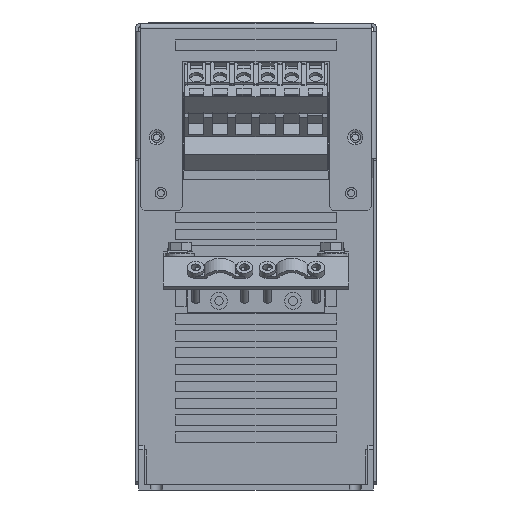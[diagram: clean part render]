
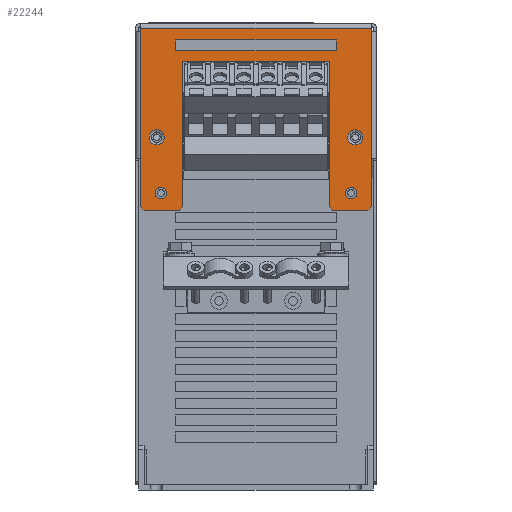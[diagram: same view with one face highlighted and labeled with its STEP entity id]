
A CAD part, front view. The second image highlights one B-rep face of the part: STEP entity #22244.
In plain terms, the highlighted planar face has unit normal (0, -1, 0).
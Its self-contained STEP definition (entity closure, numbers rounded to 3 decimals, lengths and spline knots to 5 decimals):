
#1731=DIRECTION('',(0.,0.,-1.));
#1732=VECTOR('',#1731,0.0845);
#1733=CARTESIAN_POINT('',(-0.0545,-0.1225,0.216));
#1734=LINE('',#1733,#1732);
#1871=DIRECTION('',(-0.707,0.,-0.707));
#1872=VECTOR('',#1871,0.00212);
#1873=CARTESIAN_POINT('',(0.0545,-0.1225,0.1315));
#1874=LINE('',#1873,#1872);
#1875=DIRECTION('',(-0.707,0.,0.707));
#1876=VECTOR('',#1875,0.00212);
#1877=CARTESIAN_POINT('',(0.03625,-0.1225,0.13));
#1878=LINE('',#1877,#1876);
#1879=DIRECTION('',(-0.707,0.,-0.707));
#1880=VECTOR('',#1879,0.00212);
#1881=CARTESIAN_POINT('',(-0.03475,-0.1225,0.1315));
#1882=LINE('',#1881,#1880);
#1883=DIRECTION('',(-0.707,0.,0.707));
#1884=VECTOR('',#1883,0.00212);
#1885=CARTESIAN_POINT('',(-0.053,-0.1225,0.13));
#1886=LINE('',#1885,#1884);
#1887=CARTESIAN_POINT('',(0.047,-0.1225,0.1644));
#1888=DIRECTION('',(0.,-1.,0.));
#1889=DIRECTION('',(0.,0.,-1.));
#1890=AXIS2_PLACEMENT_3D('',#1887,#1888,#1889);
#1892=CARTESIAN_POINT('',(0.047,-0.1225,0.1644));
#1893=DIRECTION('',(0.,-1.,0.));
#1894=DIRECTION('',(0.,0.,1.));
#1895=AXIS2_PLACEMENT_3D('',#1892,#1893,#1894);
#1897=CARTESIAN_POINT('',(-0.047,-0.1225,0.1644));
#1898=DIRECTION('',(0.,-1.,0.));
#1899=DIRECTION('',(0.,0.,-1.));
#1900=AXIS2_PLACEMENT_3D('',#1897,#1898,#1899);
#1902=CARTESIAN_POINT('',(-0.047,-0.1225,0.1644));
#1903=DIRECTION('',(0.,-1.,0.));
#1904=DIRECTION('',(0.,0.,1.));
#1905=AXIS2_PLACEMENT_3D('',#1902,#1903,#1904);
#1907=CARTESIAN_POINT('',(-0.045,-0.1225,0.138));
#1908=DIRECTION('',(0.,-1.,0.));
#1909=DIRECTION('',(0.,0.,1.));
#1910=AXIS2_PLACEMENT_3D('',#1907,#1908,#1909);
#1912=CARTESIAN_POINT('',(-0.045,-0.1225,0.138));
#1913=DIRECTION('',(0.,-1.,0.));
#1914=DIRECTION('',(0.,0.,-1.));
#1915=AXIS2_PLACEMENT_3D('',#1912,#1913,#1914);
#1917=CARTESIAN_POINT('',(0.045,-0.1225,0.138));
#1918=DIRECTION('',(0.,-1.,0.));
#1919=DIRECTION('',(0.,0.,1.));
#1920=AXIS2_PLACEMENT_3D('',#1917,#1918,#1919);
#1922=CARTESIAN_POINT('',(0.045,-0.1225,0.138));
#1923=DIRECTION('',(0.,-1.,0.));
#1924=DIRECTION('',(0.,0.,-1.));
#1925=AXIS2_PLACEMENT_3D('',#1922,#1923,#1924);
#1939=DIRECTION('',(1.,0.,0.));
#1940=VECTOR('',#1939,0.01675);
#1941=CARTESIAN_POINT('',(0.03625,-0.1225,0.13));
#1942=LINE('',#1941,#1940);
#1964=DIRECTION('',(0.,0.,-1.));
#1965=VECTOR('',#1964,0.069);
#1966=CARTESIAN_POINT('',(0.03475,-0.1225,0.2005));
#1967=LINE('',#1966,#1965);
#2344=DIRECTION('',(0.,0.,1.));
#2345=VECTOR('',#2344,0.069);
#2346=CARTESIAN_POINT('',(-0.03475,-0.1225,0.1315));
#2347=LINE('',#2346,#2345);
#2369=DIRECTION('',(1.,0.,0.));
#2370=VECTOR('',#2369,0.01675);
#2371=CARTESIAN_POINT('',(-0.053,-0.1225,0.13));
#2372=LINE('',#2371,#2370);
#2385=DIRECTION('',(1.,0.,0.));
#2386=VECTOR('',#2385,0.0695);
#2387=CARTESIAN_POINT('',(-0.03475,-0.1225,0.2005));
#2388=LINE('',#2387,#2386);
#2826=DIRECTION('',(0.,0.,1.));
#2827=VECTOR('',#2826,0.0845);
#2828=CARTESIAN_POINT('',(0.0545,-0.1225,0.1315));
#2829=LINE('',#2828,#2827);
#2844=DIRECTION('',(-1.,0.,0.));
#2845=VECTOR('',#2844,0.109);
#2846=CARTESIAN_POINT('',(0.0545,-0.1225,0.216));
#2847=LINE('',#2846,#2845);
#5610=DIRECTION('',(0.,0.,1.));
#5611=VECTOR('',#5610,0.005);
#5612=CARTESIAN_POINT('',(-0.0381,-0.1225,0.2055));
#5613=LINE('',#5612,#5611);
#5626=DIRECTION('',(-1.,0.,0.));
#5627=VECTOR('',#5626,0.0762);
#5628=CARTESIAN_POINT('',(0.0381,-0.1225,0.2055));
#5629=LINE('',#5628,#5627);
#5638=DIRECTION('',(0.,0.,-1.));
#5639=VECTOR('',#5638,0.005);
#5640=CARTESIAN_POINT('',(0.0381,-0.1225,0.2105));
#5641=LINE('',#5640,#5639);
#5646=DIRECTION('',(1.,0.,0.));
#5647=VECTOR('',#5646,0.0762);
#5648=CARTESIAN_POINT('',(-0.0381,-0.1225,0.2105));
#5649=LINE('',#5648,#5647);
#12639=CARTESIAN_POINT('',(0.047,-0.1225,0.168));
#12640=VERTEX_POINT('',#12639);
#12641=CARTESIAN_POINT('',(0.047,-0.1225,0.1608));
#12642=VERTEX_POINT('',#12641);
#12643=CARTESIAN_POINT('',(0.0545,-0.1225,0.1315));
#12644=CARTESIAN_POINT('',(0.053,-0.1225,0.13));
#12645=VERTEX_POINT('',#12643);
#12646=VERTEX_POINT('',#12644);
#12647=CARTESIAN_POINT('',(0.03625,-0.1225,0.13));
#12648=VERTEX_POINT('',#12647);
#12649=CARTESIAN_POINT('',(0.03475,-0.1225,0.1315));
#12650=VERTEX_POINT('',#12649);
#12651=CARTESIAN_POINT('',(0.03475,-0.1225,0.2005));
#12652=VERTEX_POINT('',#12651);
#12653=CARTESIAN_POINT('',(-0.03475,-0.1225,0.2005));
#12654=VERTEX_POINT('',#12653);
#12655=CARTESIAN_POINT('',(-0.03475,-0.1225,0.1315));
#12656=VERTEX_POINT('',#12655);
#12657=CARTESIAN_POINT('',(-0.03625,-0.1225,0.13));
#12658=VERTEX_POINT('',#12657);
#12659=CARTESIAN_POINT('',(-0.053,-0.1225,0.13));
#12660=VERTEX_POINT('',#12659);
#12661=CARTESIAN_POINT('',(-0.0545,-0.1225,0.1315));
#12662=VERTEX_POINT('',#12661);
#12663=CARTESIAN_POINT('',(-0.0545,-0.1225,0.216));
#12664=VERTEX_POINT('',#12663);
#12665=CARTESIAN_POINT('',(0.0545,-0.1225,0.216));
#12666=VERTEX_POINT('',#12665);
#12667=CARTESIAN_POINT('',(-0.0381,-0.1225,0.2105));
#12668=CARTESIAN_POINT('',(0.0381,-0.1225,0.2105));
#12669=VERTEX_POINT('',#12667);
#12670=VERTEX_POINT('',#12668);
#12671=CARTESIAN_POINT('',(-0.0381,-0.1225,0.2055));
#12672=VERTEX_POINT('',#12671);
#12673=CARTESIAN_POINT('',(0.0381,-0.1225,0.2055));
#12674=VERTEX_POINT('',#12673);
#12675=CARTESIAN_POINT('',(-0.047,-0.1225,0.1608));
#12676=CARTESIAN_POINT('',(-0.047,-0.1225,0.168));
#12677=VERTEX_POINT('',#12675);
#12678=VERTEX_POINT('',#12676);
#12679=CARTESIAN_POINT('',(-0.045,-0.1225,0.14075));
#12680=CARTESIAN_POINT('',(-0.045,-0.1225,0.13525));
#12681=VERTEX_POINT('',#12679);
#12682=VERTEX_POINT('',#12680);
#12683=CARTESIAN_POINT('',(0.045,-0.1225,0.14075));
#12684=CARTESIAN_POINT('',(0.045,-0.1225,0.13525));
#12685=VERTEX_POINT('',#12683);
#12686=VERTEX_POINT('',#12684);
#22182=CARTESIAN_POINT('',(0.,-0.1225,0.2185));
#22183=DIRECTION('',(0.,1.,0.));
#22184=DIRECTION('',(0.,0.,1.));
#22185=AXIS2_PLACEMENT_3D('',#22182,#22183,#22184);
#22186=PLANE('',#22185);
#22188=ORIENTED_EDGE('',*,*,#22187,.T.);
#22190=ORIENTED_EDGE('',*,*,#22189,.F.);
#22192=ORIENTED_EDGE('',*,*,#22191,.T.);
#22194=ORIENTED_EDGE('',*,*,#22193,.F.);
#22196=ORIENTED_EDGE('',*,*,#22195,.F.);
#22198=ORIENTED_EDGE('',*,*,#22197,.F.);
#22200=ORIENTED_EDGE('',*,*,#22199,.T.);
#22202=ORIENTED_EDGE('',*,*,#22201,.F.);
#22204=ORIENTED_EDGE('',*,*,#22203,.T.);
#22205=ORIENTED_EDGE('',*,*,#21855,.F.);
#22207=ORIENTED_EDGE('',*,*,#22206,.F.);
#22209=ORIENTED_EDGE('',*,*,#22208,.F.);
#22210=EDGE_LOOP('',(#22188,#22190,#22192,#22194,#22196,#22198,#22200,#22202,
#22204,#22205,#22207,#22209));
#22211=FACE_OUTER_BOUND('',#22210,.F.);
#22213=ORIENTED_EDGE('',*,*,#22212,.F.);
#22215=ORIENTED_EDGE('',*,*,#22214,.F.);
#22217=ORIENTED_EDGE('',*,*,#22216,.F.);
#22219=ORIENTED_EDGE('',*,*,#22218,.F.);
#22220=EDGE_LOOP('',(#22213,#22215,#22217,#22219));
#22221=FACE_BOUND('',#22220,.F.);
#22223=ORIENTED_EDGE('',*,*,#22222,.T.);
#22225=ORIENTED_EDGE('',*,*,#22224,.T.);
#22226=EDGE_LOOP('',(#22223,#22225));
#22227=FACE_BOUND('',#22226,.F.);
#22229=ORIENTED_EDGE('',*,*,#22228,.T.);
#22231=ORIENTED_EDGE('',*,*,#22230,.T.);
#22232=EDGE_LOOP('',(#22229,#22231));
#22233=FACE_BOUND('',#22232,.F.);
#22234=ORIENTED_EDGE('',*,*,#22138,.T.);
#22235=ORIENTED_EDGE('',*,*,#22164,.T.);
#22236=EDGE_LOOP('',(#22234,#22235));
#22237=FACE_BOUND('',#22236,.F.);
#22239=ORIENTED_EDGE('',*,*,#22238,.T.);
#22241=ORIENTED_EDGE('',*,*,#22240,.T.);
#22242=EDGE_LOOP('',(#22239,#22241));
#22243=FACE_BOUND('',#22242,.F.);
#22244=ADVANCED_FACE('',(#22211,#22221,#22227,#22233,#22237,#22243),#22186,.F.);
#1891=CIRCLE('',#1890,0.0036);
#1896=CIRCLE('',#1895,0.0036);
#1901=CIRCLE('',#1900,0.0036);
#1906=CIRCLE('',#1905,0.0036);
#1911=CIRCLE('',#1910,0.00275);
#1916=CIRCLE('',#1915,0.00275);
#1921=CIRCLE('',#1920,0.00275);
#1926=CIRCLE('',#1925,0.00275);
#21855=EDGE_CURVE('',#12664,#12662,#1734,.T.);
#22138=EDGE_CURVE('',#12681,#12682,#1911,.T.);
#22164=EDGE_CURVE('',#12682,#12681,#1916,.T.);
#22187=EDGE_CURVE('',#12645,#12646,#1874,.T.);
#22189=EDGE_CURVE('',#12648,#12646,#1942,.T.);
#22191=EDGE_CURVE('',#12648,#12650,#1878,.T.);
#22193=EDGE_CURVE('',#12652,#12650,#1967,.T.);
#22195=EDGE_CURVE('',#12654,#12652,#2388,.T.);
#22197=EDGE_CURVE('',#12656,#12654,#2347,.T.);
#22199=EDGE_CURVE('',#12656,#12658,#1882,.T.);
#22201=EDGE_CURVE('',#12660,#12658,#2372,.T.);
#22203=EDGE_CURVE('',#12660,#12662,#1886,.T.);
#22206=EDGE_CURVE('',#12666,#12664,#2847,.T.);
#22208=EDGE_CURVE('',#12645,#12666,#2829,.T.);
#22212=EDGE_CURVE('',#12669,#12670,#5649,.T.);
#22214=EDGE_CURVE('',#12672,#12669,#5613,.T.);
#22216=EDGE_CURVE('',#12674,#12672,#5629,.T.);
#22218=EDGE_CURVE('',#12670,#12674,#5641,.T.);
#22222=EDGE_CURVE('',#12642,#12640,#1891,.T.);
#22224=EDGE_CURVE('',#12640,#12642,#1896,.T.);
#22228=EDGE_CURVE('',#12677,#12678,#1901,.T.);
#22230=EDGE_CURVE('',#12678,#12677,#1906,.T.);
#22238=EDGE_CURVE('',#12685,#12686,#1921,.T.);
#22240=EDGE_CURVE('',#12686,#12685,#1926,.T.);
